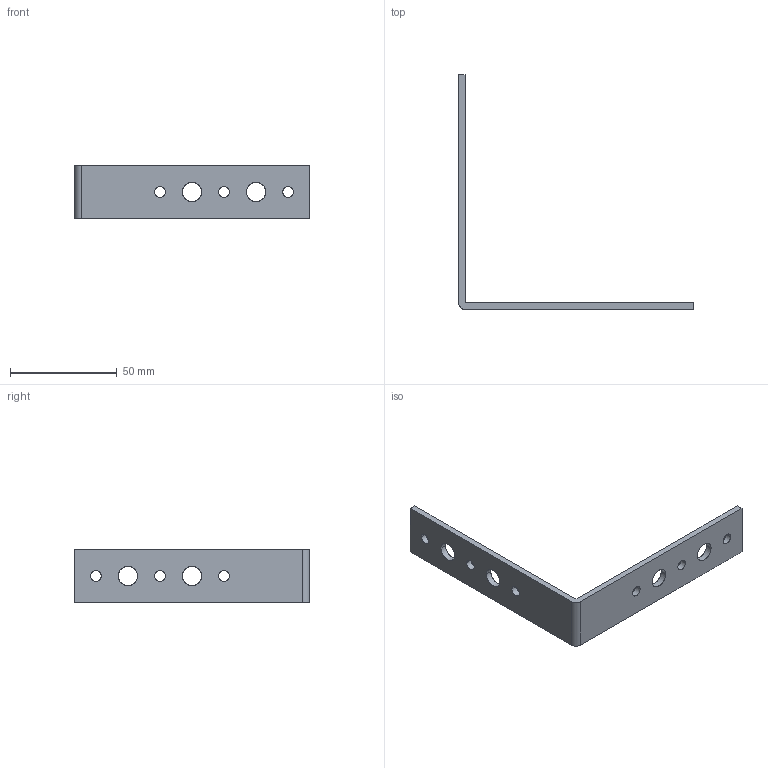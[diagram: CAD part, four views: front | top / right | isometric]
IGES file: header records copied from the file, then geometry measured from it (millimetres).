
Start section: SolidWorks IGES file using analytic representation for surfaces
Global section: file name: B-1216-1.IGS,15; native system: HSolidWorks 2007; preprocessor: SolidWorks 2007; author: nhaneda; date: 091110.093815; units: millimetre
Bounding box: 110 x 110 x 25 mm (x, y, z)
Surface area: 12143.4 mm2 (no closed solid volume)
Topology: 0 solids, 0 shells, 29 faces, 776 edges, 776 vertices
Faces by surface type: revolution 21, bspline 8
